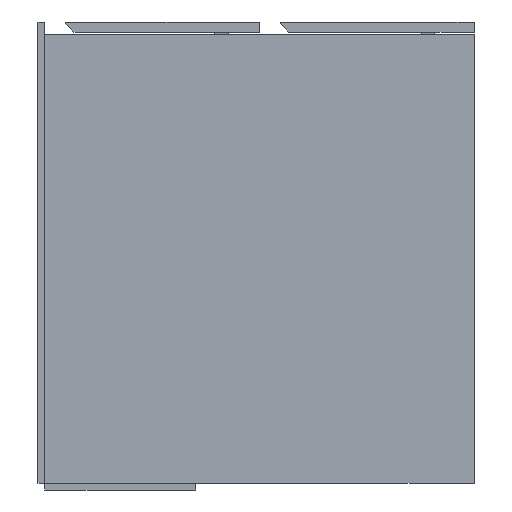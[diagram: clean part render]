
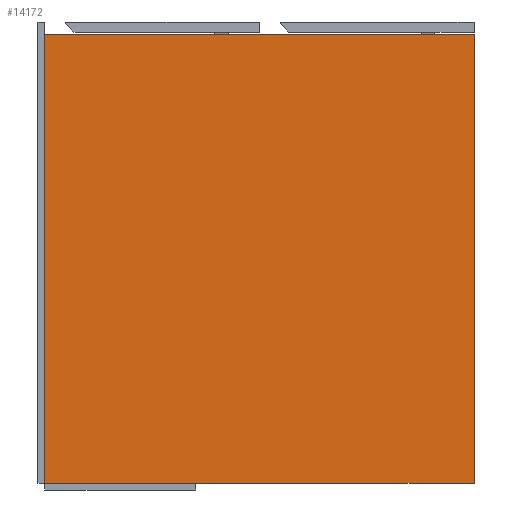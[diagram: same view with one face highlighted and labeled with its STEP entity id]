
A CAD part, left-side view. The second image highlights one B-rep face of the part: STEP entity #14172.
In plain terms, the highlighted planar face has unit normal (-1, 0, 0).
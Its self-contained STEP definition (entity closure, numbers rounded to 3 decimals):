
#1621 = CARTESIAN_POINT ( 'NONE',  ( 2., 0., -550. ) ) ;
#3486 = LINE ( 'NONE', #22404, #7590 ) ;
#3638 = LINE ( 'NONE', #20123, #44616 ) ;
#3857 = ORIENTED_EDGE ( 'NONE', *, *, #54593, .F. ) ;
#4089 = ORIENTED_EDGE ( 'NONE', *, *, #35240, .T. ) ;
#6206 = DIRECTION ( 'NONE',  ( 0., 0., 1. ) ) ;
#7467 = DIRECTION ( 'NONE',  ( 0., -1., 0. ) ) ;
#7590 = VECTOR ( 'NONE', #41184, 1000. ) ;
#7873 = CARTESIAN_POINT ( 'NONE',  ( 2., 512., -550. ) ) ;
#13328 = AXIS2_PLACEMENT_3D ( 'NONE', #41552, #41475, #41401 ) ;
#14172 = ADVANCED_FACE ( 'NONE', ( #41859 ), #41780, .F. ) ;
#16764 = VERTEX_POINT ( 'NONE', #1621 ) ;
#17069 = EDGE_LOOP ( 'NONE', ( #3857, #42636, #4089, #45585 ) ) ;
#20123 = CARTESIAN_POINT ( 'NONE',  ( 2., 1047.337, -15. ) ) ;
#20600 = EDGE_CURVE ( 'NONE', #39686, #52742, #3638, .T. ) ;
#22404 = CARTESIAN_POINT ( 'NONE',  ( 2., 0., -550. ) ) ;
#26372 = EDGE_CURVE ( 'NONE', #50443, #16764, #39658, .T. ) ;
#29754 = LINE ( 'NONE', #48524, #31472 ) ;
#31054 = CARTESIAN_POINT ( 'NONE',  ( 2., 0., -15. ) ) ;
#31220 = VECTOR ( 'NONE', #38760, 1000. ) ;
#31472 = VECTOR ( 'NONE', #6206, 1000. ) ;
#35240 = EDGE_CURVE ( 'NONE', #16764, #52742, #3486, .T. ) ;
#36774 = CARTESIAN_POINT ( 'NONE',  ( 2., 512., -15. ) ) ;
#38760 = DIRECTION ( 'NONE',  ( 0., -1., 0. ) ) ;
#39067 = CARTESIAN_POINT ( 'NONE',  ( 2., 1047.337, -550. ) ) ;
#39658 = LINE ( 'NONE', #39067, #31220 ) ;
#39686 = VERTEX_POINT ( 'NONE', #36774 ) ;
#41184 = DIRECTION ( 'NONE',  ( 0., 0., 1. ) ) ;
#41401 = DIRECTION ( 'NONE',  ( 0., 0., -1. ) ) ;
#41475 = DIRECTION ( 'NONE',  ( 1., 0., 0. ) ) ;
#41552 = CARTESIAN_POINT ( 'NONE',  ( 2., 1047.337, -550. ) ) ;
#41780 = PLANE ( 'NONE',  #13328 ) ;
#41859 = FACE_OUTER_BOUND ( 'NONE', #17069, .T. ) ;
#42636 = ORIENTED_EDGE ( 'NONE', *, *, #26372, .T. ) ;
#44616 = VECTOR ( 'NONE', #7467, 1000. ) ;
#45585 = ORIENTED_EDGE ( 'NONE', *, *, #20600, .F. ) ;
#48524 = CARTESIAN_POINT ( 'NONE',  ( 2., 512., -550. ) ) ;
#50443 = VERTEX_POINT ( 'NONE', #7873 ) ;
#52742 = VERTEX_POINT ( 'NONE', #31054 ) ;
#54593 = EDGE_CURVE ( 'NONE', #50443, #39686, #29754, .T. ) ;
